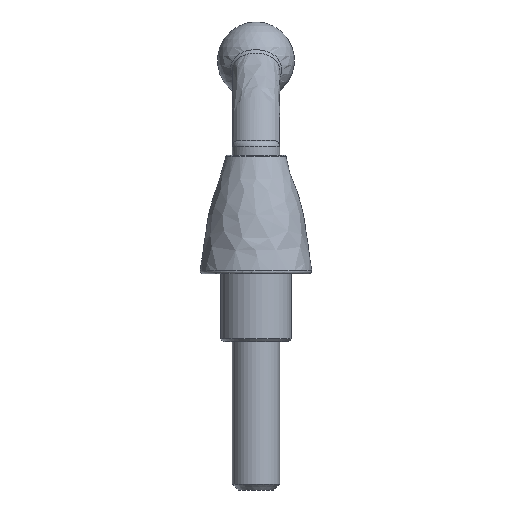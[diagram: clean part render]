
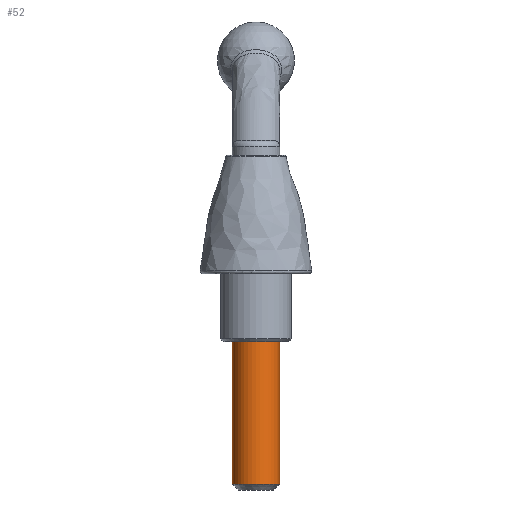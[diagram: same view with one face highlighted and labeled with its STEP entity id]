
A CAD part, left-side view. The second image highlights one B-rep face of the part: STEP entity #52.
In plain terms, the highlighted cylindrical face has radius 4 mm (diameter 8 mm), a full revolution.
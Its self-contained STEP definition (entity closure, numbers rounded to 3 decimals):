
#52 = ADVANCED_FACE( '', ( #122, #123 ), #124, .T. );
#122 = FACE_OUTER_BOUND( '', #225, .T. );
#123 = FACE_OUTER_BOUND( '', #226, .T. );
#124 = CYLINDRICAL_SURFACE( '', #227, 4. );
#225 = EDGE_LOOP( '', ( #4563 ) );
#226 = EDGE_LOOP( '', ( #4564 ) );
#227 = AXIS2_PLACEMENT_3D( '', #4565, #4566, #4567 );
#4563 = ORIENTED_EDGE( '', *, *, #4710, .T. );
#4564 = ORIENTED_EDGE( '', *, *, #4711, .T. );
#4565 = CARTESIAN_POINT( '', ( 0., 0., -36.5 ) );
#4566 = DIRECTION( '', ( 0., 0., -1. ) );
#4567 = DIRECTION( '', ( 0., -1., 0. ) );
#4710 = EDGE_CURVE( '', #4772, #4772, #4773, .F. );
#4711 = EDGE_CURVE( '', #4774, #4774, #4775, .F. );
#4772 = VERTEX_POINT( '', #4872 );
#4773 = CIRCLE( '', #4873, 4. );
#4774 = VERTEX_POINT( '', #4874 );
#4775 = CIRCLE( '', #4875, 4. );
#4872 = CARTESIAN_POINT( '', ( 0., 4., -35.5 ) );
#4873 = AXIS2_PLACEMENT_3D( '', #6950, #6951, #6952 );
#4874 = CARTESIAN_POINT( '', ( 0., -4., -11.5 ) );
#4875 = AXIS2_PLACEMENT_3D( '', #6953, #6954, #6955 );
#6950 = CARTESIAN_POINT( '', ( 0., 0., -35.5 ) );
#6951 = DIRECTION( '', ( 0., 0., -1. ) );
#6952 = DIRECTION( '', ( 0., 1., 0. ) );
#6953 = CARTESIAN_POINT( '', ( 0., 0., -11.5 ) );
#6954 = DIRECTION( '', ( 0., 0., 1. ) );
#6955 = DIRECTION( '', ( 0., -1., 0. ) );
